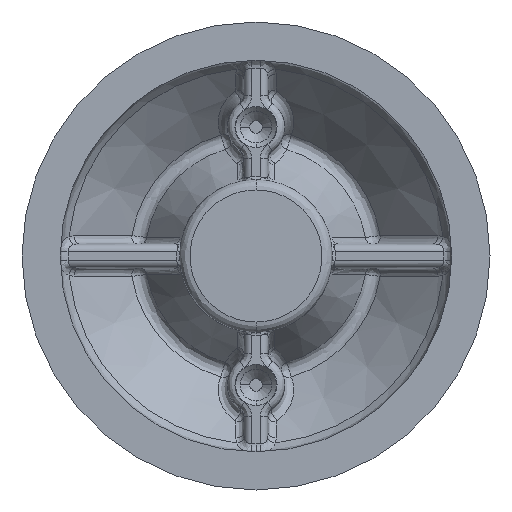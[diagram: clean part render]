
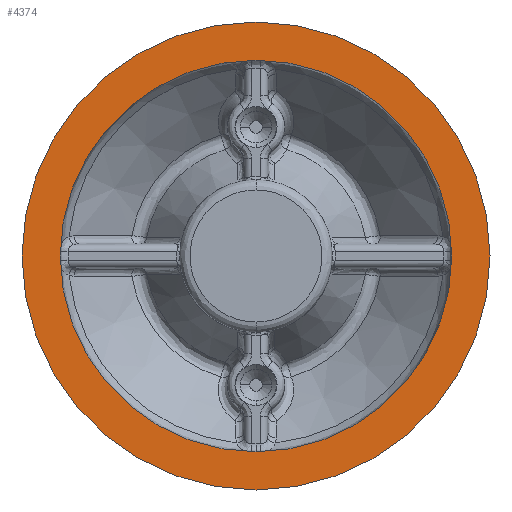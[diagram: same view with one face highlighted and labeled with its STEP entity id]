
A CAD part, front view. The second image highlights one B-rep face of the part: STEP entity #4374.
In plain terms, the highlighted planar face has unit normal (0, -1, 0).
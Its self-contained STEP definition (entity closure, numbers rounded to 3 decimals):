
#51 = FACE_BOUND ( 'NONE', #5327, .T. ) ;
#175 = CIRCLE ( 'NONE', #6250, 24.5 ) ;
#401 = CIRCLE ( 'NONE', #3561, 20.5 ) ;
#404 = AXIS2_PLACEMENT_3D ( 'NONE', #2982, #4235, #4202 ) ;
#580 = DIRECTION ( 'NONE',  ( 0., 0., 1. ) ) ;
#775 = ORIENTED_EDGE ( 'NONE', *, *, #3222, .T. ) ;
#795 = DIRECTION ( 'NONE',  ( 0., 1., 0. ) ) ;
#942 = PLANE ( 'NONE',  #404 ) ;
#1193 = DIRECTION ( 'NONE',  ( 0., 1., 0. ) ) ;
#1497 = ORIENTED_EDGE ( 'NONE', *, *, #3032, .T. ) ;
#1739 = CARTESIAN_POINT ( 'NONE',  ( 0., -1., 24.5 ) ) ;
#1904 = DIRECTION ( 'NONE',  ( 0., 1., 0. ) ) ;
#2590 = EDGE_LOOP ( 'NONE', ( #6466, #3317 ) ) ;
#2702 = DIRECTION ( 'NONE',  ( 0., 1., 0. ) ) ;
#2808 = EDGE_CURVE ( 'NONE', #8737, #6421, #175, .T. ) ;
#2982 = CARTESIAN_POINT ( 'NONE',  ( -24.5, -1., 0. ) ) ;
#3032 = EDGE_CURVE ( 'NONE', #7754, #5994, #401, .T. ) ;
#3103 = CARTESIAN_POINT ( 'NONE',  ( 0., -1., -24.5 ) ) ;
#3222 = EDGE_CURVE ( 'NONE', #5994, #7754, #6059, .T. ) ;
#3317 = ORIENTED_EDGE ( 'NONE', *, *, #4919, .F. ) ;
#3485 = DIRECTION ( 'NONE',  ( 0., 0., 1. ) ) ;
#3561 = AXIS2_PLACEMENT_3D ( 'NONE', #8648, #1904, #580 ) ;
#3675 = AXIS2_PLACEMENT_3D ( 'NONE', #5754, #2702, #4606 ) ;
#4202 = DIRECTION ( 'NONE',  ( 0., 0., -1. ) ) ;
#4235 = DIRECTION ( 'NONE',  ( 0., -1., 0. ) ) ;
#4374 = ADVANCED_FACE ( 'NONE', ( #6597, #51 ), #942, .T. ) ;
#4606 = DIRECTION ( 'NONE',  ( 0., 0., 1. ) ) ;
#4919 = EDGE_CURVE ( 'NONE', #6421, #8737, #5213, .T. ) ;
#5213 = CIRCLE ( 'NONE', #3675, 24.5 ) ;
#5327 = EDGE_LOOP ( 'NONE', ( #1497, #775 ) ) ;
#5754 = CARTESIAN_POINT ( 'NONE',  ( 0., -1., 0. ) ) ;
#5994 = VERTEX_POINT ( 'NONE', #6553 ) ;
#6059 = CIRCLE ( 'NONE', #6891, 20.5 ) ;
#6250 = AXIS2_PLACEMENT_3D ( 'NONE', #7635, #795, #3485 ) ;
#6316 = CARTESIAN_POINT ( 'NONE',  ( 0., -1., 20.5 ) ) ;
#6421 = VERTEX_POINT ( 'NONE', #3103 ) ;
#6466 = ORIENTED_EDGE ( 'NONE', *, *, #2808, .F. ) ;
#6553 = CARTESIAN_POINT ( 'NONE',  ( 0., -1., -20.5 ) ) ;
#6597 = FACE_OUTER_BOUND ( 'NONE', #2590, .T. ) ;
#6891 = AXIS2_PLACEMENT_3D ( 'NONE', #7831, #1193, #8515 ) ;
#7635 = CARTESIAN_POINT ( 'NONE',  ( 0., -1., 0. ) ) ;
#7754 = VERTEX_POINT ( 'NONE', #6316 ) ;
#7831 = CARTESIAN_POINT ( 'NONE',  ( 0., -1., 0. ) ) ;
#8515 = DIRECTION ( 'NONE',  ( 0., 0., 1. ) ) ;
#8648 = CARTESIAN_POINT ( 'NONE',  ( 0., -1., 0. ) ) ;
#8737 = VERTEX_POINT ( 'NONE', #1739 ) ;
